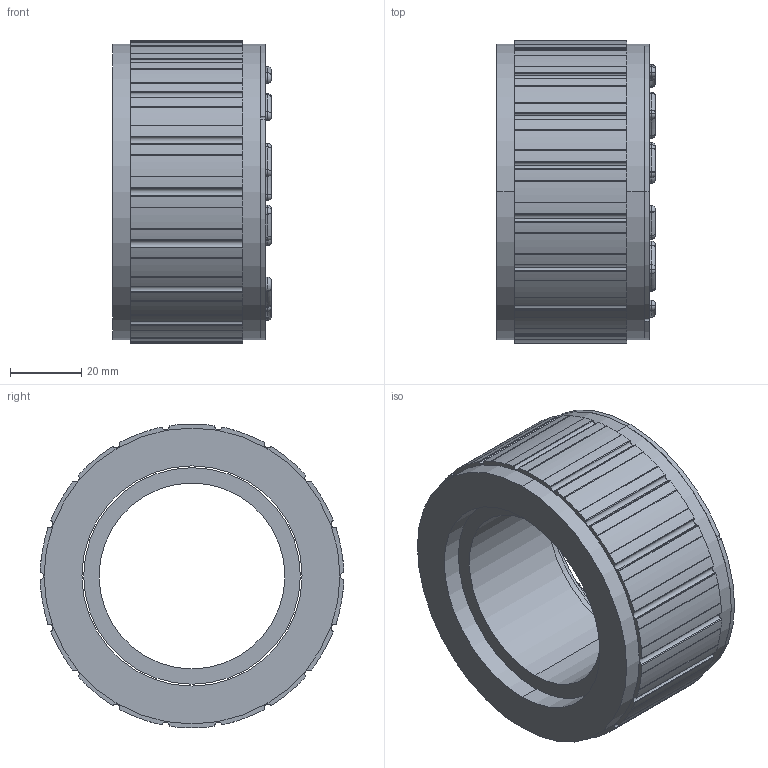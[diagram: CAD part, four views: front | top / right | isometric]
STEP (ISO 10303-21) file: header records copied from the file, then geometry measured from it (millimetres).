
FILE_DESCRIPTION (( 'STEP AP214' ), '1' );
FILE_NAME ('330816.0100.step', '2021-10-21T09:10:41', ( '' ), ( '' ), 'SwSTEP 2.0', 'SolidWorks 2020', '' );
FILE_SCHEMA (( 'AUTOMOTIVE_DESIGN' ));
Length unit declared in the file: millimetre
Products named in the file (4): E-00138396; E-00142133; E-00138397_ohne PIN; 330816.0100
Assembly tree (3 placements, depth 2):
  330816.0100
    E-00138397_ohne PIN
    E-00138396
    E-00142133
Bounding box: 44.4 x 84.97 x 84.89 mm (x, y, z)
Volume: 134775.7 mm3; surface area: 43707 mm2
Topology: 66 solids, 66 shells, 1428 faces, 3161 edges, 2075 vertices
Faces by surface type: plane 706, cylinder 645, torus 69, bspline 8
Entity records: 50868 total; most frequent: DIRECTION 7397, CARTESIAN_POINT 7006, ORIENTED_EDGE 6306, EDGE_CURVE 3153, AXIS2_PLACEMENT_3D 2842, VERTEX_POINT 2075, LINE 1713, VECTOR 1713
